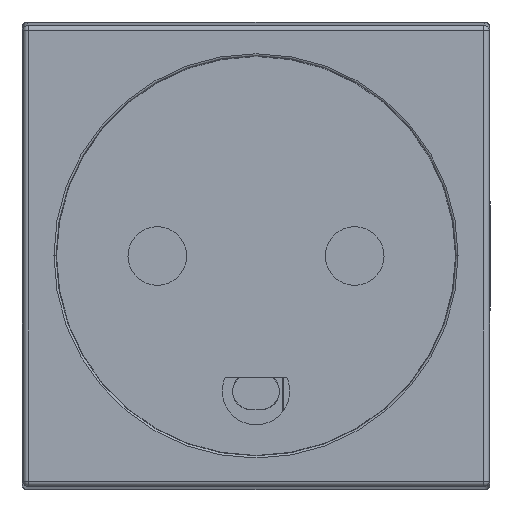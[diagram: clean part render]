
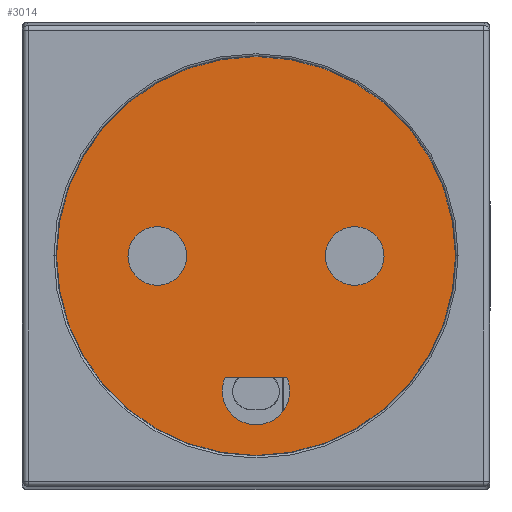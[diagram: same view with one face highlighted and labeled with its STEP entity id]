
A CAD part, top view. The second image highlights one B-rep face of the part: STEP entity #3014.
In plain terms, the highlighted planar face has unit normal (0, 0, 1).
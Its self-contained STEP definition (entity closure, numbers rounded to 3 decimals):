
#2771=AXIS2_PLACEMENT_3D('Circle Axis2P3D',#2769,#2770,$) ;
#2796=AXIS2_PLACEMENT_3D('Circle Axis2P3D',#2794,#2795,$) ;
#2830=AXIS2_PLACEMENT_3D('Circle Axis2P3D',#2828,#2829,$) ;
#2855=AXIS2_PLACEMENT_3D('Circle Axis2P3D',#2853,#2854,$) ;
#2919=AXIS2_PLACEMENT_3D('Circle Axis2P3D',#2917,#2918,$) ;
#2982=AXIS2_PLACEMENT_3D('Plane Axis2P3D',#2979,#2980,#2981) ;
#2986=AXIS2_PLACEMENT_3D('Circle Axis2P3D',#2984,#2985,$) ;
#2995=AXIS2_PLACEMENT_3D('Circle Axis2P3D',#2993,#2994,$) ;
#2766=CARTESIAN_POINT('Vertex',(24.051,-9.527,0.)) ;
#2769=CARTESIAN_POINT('Axis2P3D Location',(21.226,-9.527,0.)) ;
#2773=CARTESIAN_POINT('Vertex',(18.401,-9.527,0.)) ;
#2794=CARTESIAN_POINT('Axis2P3D Location',(21.226,-9.527,0.)) ;
#2825=CARTESIAN_POINT('Vertex',(-0.599,-9.527,0.)) ;
#2828=CARTESIAN_POINT('Axis2P3D Location',(2.226,-9.527,0.)) ;
#2832=CARTESIAN_POINT('Vertex',(5.051,-9.527,0.)) ;
#2853=CARTESIAN_POINT('Axis2P3D Location',(2.226,-9.527,0.)) ;
#2875=CARTESIAN_POINT('Vertex',(14.704,-21.227,0.)) ;
#2880=CARTESIAN_POINT('Line Origine',(11.726,-21.227,0.)) ;
#2884=CARTESIAN_POINT('Vertex',(8.747,-21.227,0.)) ;
#2917=CARTESIAN_POINT('Axis2P3D Location',(11.726,-22.527,0.)) ;
#2979=CARTESIAN_POINT('Axis2P3D Location',(11.726,-9.527,0.)) ;
#2984=CARTESIAN_POINT('Axis2P3D Location',(11.726,-9.527,0.)) ;
#2988=CARTESIAN_POINT('Vertex',(30.926,-9.527,0.)) ;
#2990=CARTESIAN_POINT('Vertex',(-7.474,-9.527,0.)) ;
#2993=CARTESIAN_POINT('Axis2P3D Location',(11.726,-9.527,0.)) ;
#2770=DIRECTION('Axis2P3D Direction',(-0.,0.,1.)) ;
#2795=DIRECTION('Axis2P3D Direction',(-0.,0.,1.)) ;
#2829=DIRECTION('Axis2P3D Direction',(-0.,0.,1.)) ;
#2854=DIRECTION('Axis2P3D Direction',(-0.,0.,1.)) ;
#2881=DIRECTION('Vector Direction',(-1.,0.,0.)) ;
#2918=DIRECTION('Axis2P3D Direction',(-0.,0.,1.)) ;
#2980=DIRECTION('Axis2P3D Direction',(-0.,0.,1.)) ;
#2981=DIRECTION('Axis2P3D XDirection',(1.,0.,0.)) ;
#2985=DIRECTION('Axis2P3D Direction',(-0.,0.,1.)) ;
#2994=DIRECTION('Axis2P3D Direction',(-0.,0.,1.)) ;
#2882=VECTOR('Line Direction',#2881,1.) ;
#2999=ORIENTED_EDGE('',*,*,#2992,.T.) ;
#3000=ORIENTED_EDGE('',*,*,#2997,.T.) ;
#3003=ORIENTED_EDGE('',*,*,#2775,.F.) ;
#3004=ORIENTED_EDGE('',*,*,#2798,.F.) ;
#3007=ORIENTED_EDGE('',*,*,#2834,.F.) ;
#3008=ORIENTED_EDGE('',*,*,#2857,.F.) ;
#3011=ORIENTED_EDGE('',*,*,#2886,.F.) ;
#3012=ORIENTED_EDGE('',*,*,#2921,.F.) ;
#3005=FACE_BOUND('',#3002,.T.) ;
#3009=FACE_BOUND('',#3006,.T.) ;
#3013=FACE_BOUND('',#3010,.T.) ;
#3014=ADVANCED_FACE('Enjoliveur prise Danemark.1\\Corps principal',(#3001,#3005,#3009,#3013),#2983,.T.) ;
#2772=CIRCLE('generated circle',#2771,2.825) ;
#2797=CIRCLE('generated circle',#2796,2.825) ;
#2831=CIRCLE('generated circle',#2830,2.825) ;
#2856=CIRCLE('generated circle',#2855,2.825) ;
#2920=CIRCLE('generated circle',#2919,3.25) ;
#2987=CIRCLE('generated circle',#2986,19.2) ;
#2996=CIRCLE('generated circle',#2995,19.2) ;
#2775=EDGE_CURVE('',#2767,#2774,#2772,.T.) ;
#2798=EDGE_CURVE('',#2774,#2767,#2797,.T.) ;
#2834=EDGE_CURVE('',#2826,#2833,#2831,.T.) ;
#2857=EDGE_CURVE('',#2833,#2826,#2856,.T.) ;
#2886=EDGE_CURVE('',#2876,#2885,#2883,.T.) ;
#2921=EDGE_CURVE('',#2885,#2876,#2920,.T.) ;
#2992=EDGE_CURVE('',#2989,#2991,#2987,.T.) ;
#2997=EDGE_CURVE('',#2991,#2989,#2996,.T.) ;
#2998=EDGE_LOOP('',(#2999,#3000)) ;
#3002=EDGE_LOOP('',(#3003,#3004)) ;
#3006=EDGE_LOOP('',(#3007,#3008)) ;
#3010=EDGE_LOOP('',(#3011,#3012)) ;
#3001=FACE_OUTER_BOUND('',#2998,.T.) ;
#2883=LINE('Line',#2880,#2882) ;
#2983=PLANE('',#2982) ;
#2767=VERTEX_POINT('',#2766) ;
#2774=VERTEX_POINT('',#2773) ;
#2826=VERTEX_POINT('',#2825) ;
#2833=VERTEX_POINT('',#2832) ;
#2876=VERTEX_POINT('',#2875) ;
#2885=VERTEX_POINT('',#2884) ;
#2989=VERTEX_POINT('',#2988) ;
#2991=VERTEX_POINT('',#2990) ;
